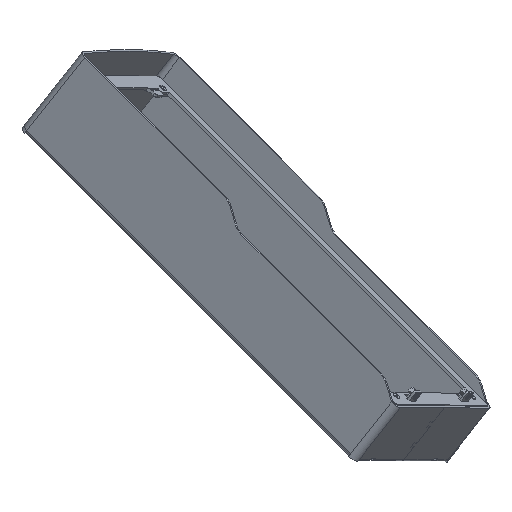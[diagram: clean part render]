
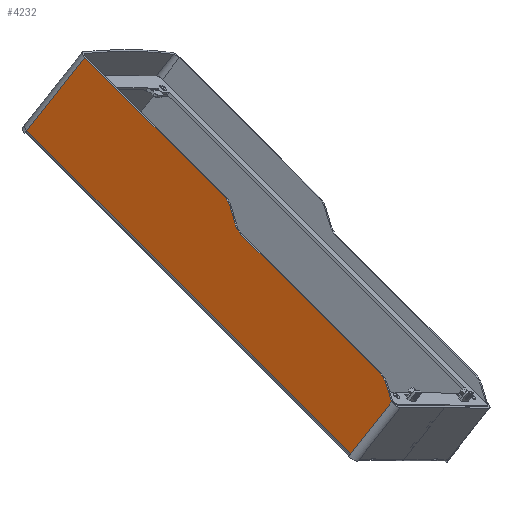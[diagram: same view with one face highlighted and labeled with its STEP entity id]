
A CAD part, isometric view. The second image highlights one B-rep face of the part: STEP entity #4232.
In plain terms, the highlighted face is planar.
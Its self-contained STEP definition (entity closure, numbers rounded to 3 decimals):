
#3373=CARTESIAN_POINT('Vertex',(-77.25,-180.,2.5)) ;
#3376=CARTESIAN_POINT('Line Origine',(-77.25,0.,2.5)) ;
#3380=CARTESIAN_POINT('Vertex',(-77.25,180.,2.5)) ;
#4125=CARTESIAN_POINT('Vertex',(-77.25,-180.,53.5)) ;
#4128=CARTESIAN_POINT('Line Origine',(-77.25,-180.,37.5)) ;
#4161=CARTESIAN_POINT('Axis2P3D Location',(-77.25,180.,0.)) ;
#4166=CARTESIAN_POINT('Line Origine',(-77.25,-81.773,63.)) ;
#4170=CARTESIAN_POINT('Vertex',(-77.25,-158.187,63.)) ;
#4172=CARTESIAN_POINT('Vertex',(-77.25,-5.359,63.)) ;
#4175=CARTESIAN_POINT('Axis2P3D Location',(-77.25,-5.359,83.)) ;
#4179=CARTESIAN_POINT('Vertex',(-77.25,4.641,65.679)) ;
#4182=CARTESIAN_POINT('Line Origine',(-77.25,10.392,69.)) ;
#4186=CARTESIAN_POINT('Vertex',(-77.25,16.144,72.321)) ;
#4189=CARTESIAN_POINT('Axis2P3D Location',(-77.25,26.144,55.)) ;
#4193=CARTESIAN_POINT('Vertex',(-77.25,26.144,75.)) ;
#4196=CARTESIAN_POINT('Line Origine',(-77.25,103.072,75.)) ;
#4200=CARTESIAN_POINT('Vertex',(-77.25,180.,75.)) ;
#4203=CARTESIAN_POINT('Line Origine',(-77.25,180.,38.75)) ;
#4208=CARTESIAN_POINT('Line Origine',(-77.25,-174.093,56.91)) ;
#4212=CARTESIAN_POINT('Vertex',(-77.25,-168.187,60.321)) ;
#4215=CARTESIAN_POINT('Axis2P3D Location',(-77.25,-158.187,43.)) ;
#3377=DIRECTION('Vector Direction',(0.,1.,0.)) ;
#4129=DIRECTION('Vector Direction',(0.,0.,-1.)) ;
#4162=DIRECTION('Axis2P3D Direction',(-1.,0.,0.)) ;
#4163=DIRECTION('Axis2P3D XDirection',(0.,-1.,0.)) ;
#4167=DIRECTION('Vector Direction',(0.,1.,0.)) ;
#4176=DIRECTION('Axis2P3D Direction',(-1.,0.,0.)) ;
#4183=DIRECTION('Vector Direction',(0.,0.866,0.5)) ;
#4190=DIRECTION('Axis2P3D Direction',(-1.,0.,0.)) ;
#4197=DIRECTION('Vector Direction',(0.,-1.,0.)) ;
#4204=DIRECTION('Vector Direction',(0.,0.,1.)) ;
#4209=DIRECTION('Vector Direction',(0.,0.866,0.5)) ;
#4216=DIRECTION('Axis2P3D Direction',(-1.,0.,0.)) ;
#4164=AXIS2_PLACEMENT_3D('Plane Axis2P3D',#4161,#4162,#4163) ;
#4177=AXIS2_PLACEMENT_3D('Circle Axis2P3D',#4175,#4176,$) ;
#4191=AXIS2_PLACEMENT_3D('Circle Axis2P3D',#4189,#4190,$) ;
#4217=AXIS2_PLACEMENT_3D('Circle Axis2P3D',#4215,#4216,$) ;
#4221=ORIENTED_EDGE('',*,*,#4174,.T.) ;
#4222=ORIENTED_EDGE('',*,*,#4181,.F.) ;
#4223=ORIENTED_EDGE('',*,*,#4188,.T.) ;
#4224=ORIENTED_EDGE('',*,*,#4195,.T.) ;
#4225=ORIENTED_EDGE('',*,*,#4202,.T.) ;
#4226=ORIENTED_EDGE('',*,*,#4207,.F.) ;
#4227=ORIENTED_EDGE('',*,*,#3382,.F.) ;
#4228=ORIENTED_EDGE('',*,*,#4132,.T.) ;
#4229=ORIENTED_EDGE('',*,*,#4214,.T.) ;
#4230=ORIENTED_EDGE('',*,*,#4219,.T.) ;
#3378=VECTOR('Line Direction',#3377,1.) ;
#4130=VECTOR('Line Direction',#4129,1.) ;
#4168=VECTOR('Line Direction',#4167,1.) ;
#4184=VECTOR('Line Direction',#4183,1.) ;
#4198=VECTOR('Line Direction',#4197,1.) ;
#4205=VECTOR('Line Direction',#4204,1.) ;
#4210=VECTOR('Line Direction',#4209,1.) ;
#4232=ADVANCED_FACE('CORPO',(#4231),#4165,.T.) ;
#4178=CIRCLE('generated circle',#4177,20.) ;
#4192=CIRCLE('generated circle',#4191,20.) ;
#4218=CIRCLE('generated circle',#4217,20.) ;
#3382=EDGE_CURVE('',#3374,#3381,#3379,.T.) ;
#4132=EDGE_CURVE('',#3374,#4126,#4131,.F.) ;
#4174=EDGE_CURVE('',#4171,#4173,#4169,.T.) ;
#4181=EDGE_CURVE('',#4180,#4173,#4178,.T.) ;
#4188=EDGE_CURVE('',#4180,#4187,#4185,.T.) ;
#4195=EDGE_CURVE('',#4187,#4194,#4192,.T.) ;
#4202=EDGE_CURVE('',#4194,#4201,#4199,.F.) ;
#4207=EDGE_CURVE('',#3381,#4201,#4206,.T.) ;
#4214=EDGE_CURVE('',#4126,#4213,#4211,.T.) ;
#4219=EDGE_CURVE('',#4213,#4171,#4218,.T.) ;
#4220=EDGE_LOOP('',(#4221,#4222,#4223,#4224,#4225,#4226,#4227,#4228,#4229,#4230)) ;
#4231=FACE_OUTER_BOUND('',#4220,.T.) ;
#3379=LINE('Line',#3376,#3378) ;
#4131=LINE('Line',#4128,#4130) ;
#4169=LINE('Line',#4166,#4168) ;
#4185=LINE('Line',#4182,#4184) ;
#4199=LINE('Line',#4196,#4198) ;
#4206=LINE('Line',#4203,#4205) ;
#4211=LINE('Line',#4208,#4210) ;
#4165=PLANE('',#4164) ;
#3374=VERTEX_POINT('',#3373) ;
#3381=VERTEX_POINT('',#3380) ;
#4126=VERTEX_POINT('',#4125) ;
#4171=VERTEX_POINT('',#4170) ;
#4173=VERTEX_POINT('',#4172) ;
#4180=VERTEX_POINT('',#4179) ;
#4187=VERTEX_POINT('',#4186) ;
#4194=VERTEX_POINT('',#4193) ;
#4201=VERTEX_POINT('',#4200) ;
#4213=VERTEX_POINT('',#4212) ;
